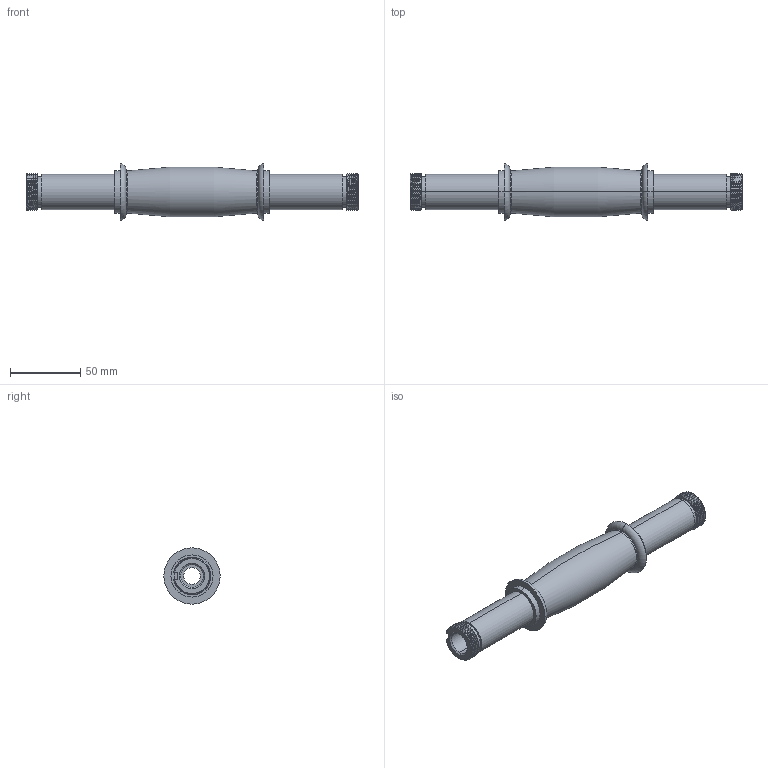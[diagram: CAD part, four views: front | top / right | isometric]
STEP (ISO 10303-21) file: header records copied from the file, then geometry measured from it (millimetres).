
FILE_DESCRIPTION (( 'STEP AP214' ), '1' );
FILE_NAME ('poignée.STEP', '2020-02-18T16:25:58', ( '' ), ( '' ), 'SwSTEP 2.0', 'SolidWorks 2018', '' );
FILE_SCHEMA (( 'AUTOMOTIVE_DESIGN' ));
Length unit declared in the file: millimetre
Products named in the file (1): poignée
Bounding box: 236 x 40 x 40 mm (x, y, z)
Volume: 122395.5 mm3; surface area: 36531.1 mm2
Topology: 1 solids, 1 shells, 124 faces, 329 edges, 214 vertices
Faces by surface type: cylinder 55, bspline 36, plane 17, cone 10, torus 6
Entity records: 12581 total; most frequent: CARTESIAN_POINT 9925, ORIENTED_EDGE 658, DIRECTION 427, EDGE_CURVE 329, VERTEX_POINT 214, AXIS2_PLACEMENT_3D 158, EDGE_LOOP 133, ADVANCED_FACE 124
